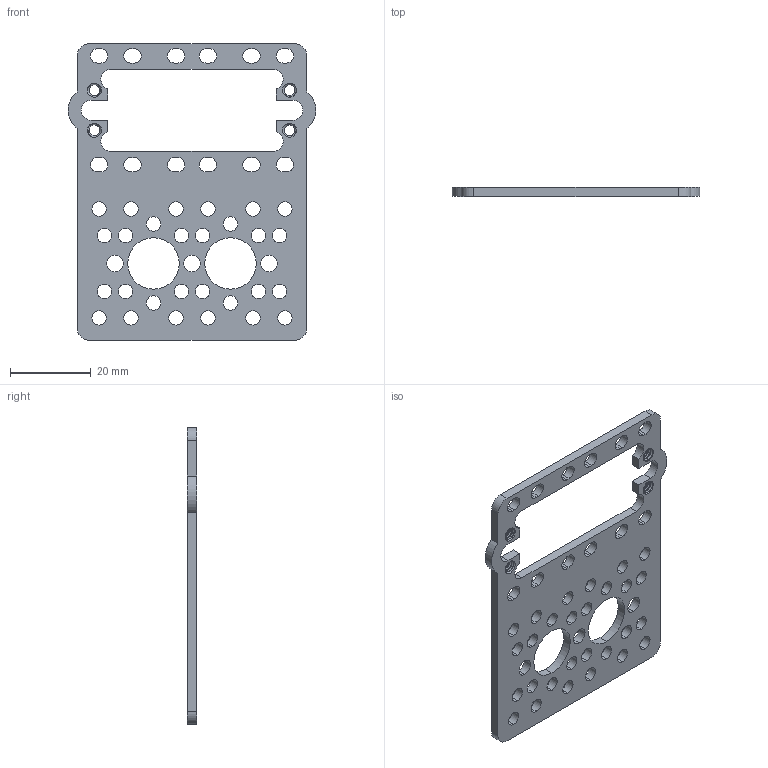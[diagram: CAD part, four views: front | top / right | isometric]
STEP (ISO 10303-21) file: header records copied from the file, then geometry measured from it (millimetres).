
FILE_DESCRIPTION (( 'STEP AP203' ), '1' );
FILE_NAME ('575148.STEP', '2017-07-06T13:59:49', ( '' ), ( '' ), 'SwSTEP 2.0', 'SolidWorks 2016', '' );
FILE_SCHEMA (( 'CONFIG_CONTROL_DESIGN' ));
Length unit declared in the file: inch
Products named in the file (1): 575148
Bounding box: 61.3 x 2.29 x 73.47 mm (x, y, z)
Volume: 5752.4 mm3; surface area: 7427.7 mm2
Topology: 1 solids, 1 shells, 225 faces, 655 edges, 432 vertices
Faces by surface type: cylinder 152, plane 42, cone 23, bspline 8
Entity records: 12325 total; most frequent: CARTESIAN_POINT 6218, ORIENTED_EDGE 1310, DIRECTION 1208, EDGE_CURVE 655, AXIS2_PLACEMENT_3D 463, VERTEX_POINT 432, EDGE_LOOP 325, LINE 282
